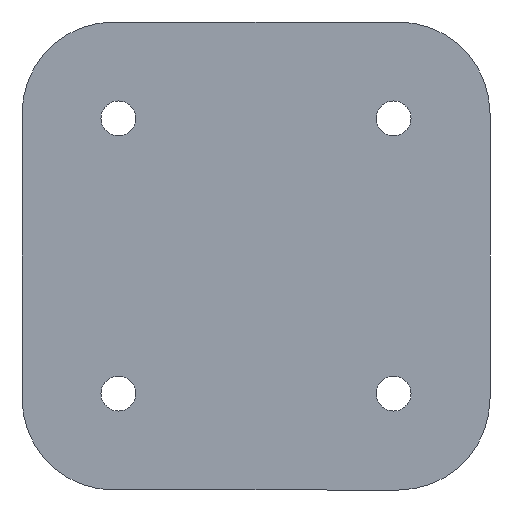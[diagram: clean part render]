
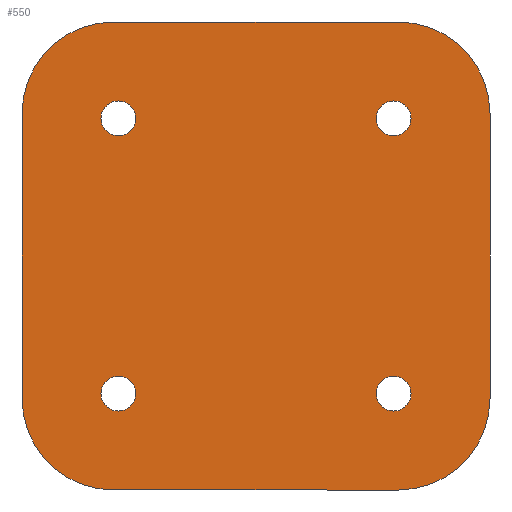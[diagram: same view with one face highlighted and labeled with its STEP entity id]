
A CAD part, front view. The second image highlights one B-rep face of the part: STEP entity #550.
In plain terms, the highlighted planar face has unit normal (0, -1, 0).
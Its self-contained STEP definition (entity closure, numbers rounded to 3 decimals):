
#3 = VERTEX_POINT ( 'NONE', #555 ) ;
#4 = EDGE_CURVE ( 'NONE', #271, #131, #335, .T. ) ;
#6 = DIRECTION ( 'NONE',  ( 0., 1., 0. ) ) ;
#7 = VERTEX_POINT ( 'NONE', #143 ) ;
#8 = CIRCLE ( 'NONE', #441, 10. ) ;
#9 = CIRCLE ( 'NONE', #87, 1.9 ) ;
#10 = CIRCLE ( 'NONE', #139, 10. ) ;
#12 = CARTESIAN_POINT ( 'NONE',  ( 15., 0., -15. ) ) ;
#17 = CARTESIAN_POINT ( 'NONE',  ( -25.5, 0., -15.5 ) ) ;
#19 = EDGE_CURVE ( 'NONE', #526, #122, #328, .T. ) ;
#25 = EDGE_CURVE ( 'NONE', #122, #526, #9, .T. ) ;
#31 = AXIS2_PLACEMENT_3D ( 'NONE', #536, #247, #494 ) ;
#36 = DIRECTION ( 'NONE',  ( 0., 1., 0. ) ) ;
#38 = EDGE_CURVE ( 'NONE', #364, #184, #283, .T. ) ;
#45 = DIRECTION ( 'NONE',  ( 0., 0., 1. ) ) ;
#48 = DIRECTION ( 'NONE',  ( 0., 1., 0. ) ) ;
#50 = CIRCLE ( 'NONE', #138, 10. ) ;
#55 = EDGE_CURVE ( 'NONE', #3, #448, #429, .T. ) ;
#57 = FACE_BOUND ( 'NONE', #201, .T. ) ;
#58 = EDGE_LOOP ( 'NONE', ( #164, #277 ) ) ;
#73 = CIRCLE ( 'NONE', #154, 1.9 ) ;
#79 = CARTESIAN_POINT ( 'NONE',  ( 15., 0., -15. ) ) ;
#82 = CARTESIAN_POINT ( 'NONE',  ( -15., 0., -16.9 ) ) ;
#85 = CIRCLE ( 'NONE', #31, 1.9 ) ;
#87 = AXIS2_PLACEMENT_3D ( 'NONE', #616, #620, #45 ) ;
#89 = CARTESIAN_POINT ( 'NONE',  ( 15.5, 0., -25.5 ) ) ;
#93 = CIRCLE ( 'NONE', #179, 1.9 ) ;
#94 = CARTESIAN_POINT ( 'NONE',  ( -25.5, 0., 15.5 ) ) ;
#97 = VERTEX_POINT ( 'NONE', #94 ) ;
#102 = CARTESIAN_POINT ( 'NONE',  ( -15., 0., 15. ) ) ;
#108 = DIRECTION ( 'NONE',  ( 0., 1., 0. ) ) ;
#110 = ORIENTED_EDGE ( 'NONE', *, *, #4, .T. ) ;
#114 = ORIENTED_EDGE ( 'NONE', *, *, #301, .F. ) ;
#116 = DIRECTION ( 'NONE',  ( 0., -1., 0. ) ) ;
#117 = ORIENTED_EDGE ( 'NONE', *, *, #515, .T. ) ;
#122 = VERTEX_POINT ( 'NONE', #381 ) ;
#130 = DIRECTION ( 'NONE',  ( 0., 0., 1. ) ) ;
#131 = VERTEX_POINT ( 'NONE', #612 ) ;
#138 = AXIS2_PLACEMENT_3D ( 'NONE', #447, #6, #155 ) ;
#139 = AXIS2_PLACEMENT_3D ( 'NONE', #186, #36, #481 ) ;
#143 = CARTESIAN_POINT ( 'NONE',  ( 25.5, 0., 15.5 ) ) ;
#150 = CARTESIAN_POINT ( 'NONE',  ( -15.5, 0., -25.5 ) ) ;
#151 = DIRECTION ( 'NONE',  ( 0., 0., -1. ) ) ;
#154 = AXIS2_PLACEMENT_3D ( 'NONE', #294, #48, #534 ) ;
#155 = DIRECTION ( 'NONE',  ( 0., 0., 1. ) ) ;
#156 = AXIS2_PLACEMENT_3D ( 'NONE', #79, #276, #130 ) ;
#161 = VERTEX_POINT ( 'NONE', #593 ) ;
#163 = DIRECTION ( 'NONE',  ( 0., 1., 0. ) ) ;
#164 = ORIENTED_EDGE ( 'NONE', *, *, #470, .T. ) ;
#167 = LINE ( 'NONE', #305, #411 ) ;
#179 = AXIS2_PLACEMENT_3D ( 'NONE', #12, #455, #290 ) ;
#181 = CARTESIAN_POINT ( 'NONE',  ( -15.5, 0., -15.5 ) ) ;
#184 = VERTEX_POINT ( 'NONE', #150 ) ;
#186 = CARTESIAN_POINT ( 'NONE',  ( -15.5, 0., 15.5 ) ) ;
#188 = EDGE_CURVE ( 'NONE', #595, #574, #371, .T. ) ;
#192 = DIRECTION ( 'NONE',  ( 1., 0., 0. ) ) ;
#201 = EDGE_LOOP ( 'NONE', ( #117, #282 ) ) ;
#208 = CIRCLE ( 'NONE', #156, 1.9 ) ;
#211 = CARTESIAN_POINT ( 'NONE',  ( 15., 0., 16.9 ) ) ;
#227 = DIRECTION ( 'NONE',  ( 0., 1., 0. ) ) ;
#235 = DIRECTION ( 'NONE',  ( 0., 1., 0. ) ) ;
#236 = VERTEX_POINT ( 'NONE', #398 ) ;
#247 = DIRECTION ( 'NONE',  ( 0., 1., 0. ) ) ;
#251 = CARTESIAN_POINT ( 'NONE',  ( 15.5, 0., 25.5 ) ) ;
#252 = ORIENTED_EDGE ( 'NONE', *, *, #562, .F. ) ;
#264 = CARTESIAN_POINT ( 'NONE',  ( -15., 0., 13.1 ) ) ;
#267 = ORIENTED_EDGE ( 'NONE', *, *, #544, .F. ) ;
#271 = VERTEX_POINT ( 'NONE', #82 ) ;
#275 = DIRECTION ( 'NONE',  ( 0., 1., 0. ) ) ;
#276 = DIRECTION ( 'NONE',  ( 0., 1., 0. ) ) ;
#277 = ORIENTED_EDGE ( 'NONE', *, *, #188, .T. ) ;
#282 = ORIENTED_EDGE ( 'NONE', *, *, #577, .T. ) ;
#283 = LINE ( 'NONE', #89, #361 ) ;
#290 = DIRECTION ( 'NONE',  ( 0., 0., 1. ) ) ;
#294 = CARTESIAN_POINT ( 'NONE',  ( -15., 0., 15. ) ) ;
#301 = EDGE_CURVE ( 'NONE', #184, #610, #413, .T. ) ;
#305 = CARTESIAN_POINT ( 'NONE',  ( 25.5, 0., 15.5 ) ) ;
#313 = DIRECTION ( 'NONE',  ( 0., 0., 1. ) ) ;
#314 = CARTESIAN_POINT ( 'NONE',  ( -15., 0., 16.9 ) ) ;
#317 = VECTOR ( 'NONE', #368, 1000. ) ;
#326 = ORIENTED_EDGE ( 'NONE', *, *, #408, .F. ) ;
#328 = CIRCLE ( 'NONE', #378, 1.9 ) ;
#335 = CIRCLE ( 'NONE', #491, 1.9 ) ;
#337 = ORIENTED_EDGE ( 'NONE', *, *, #25, .T. ) ;
#353 = EDGE_LOOP ( 'NONE', ( #326, #377, #114, #388, #252, #267, #366, #417 ) ) ;
#357 = VERTEX_POINT ( 'NONE', #559 ) ;
#361 = VECTOR ( 'NONE', #531, 1000. ) ;
#364 = VERTEX_POINT ( 'NONE', #556 ) ;
#366 = ORIENTED_EDGE ( 'NONE', *, *, #496, .F. ) ;
#368 = DIRECTION ( 'NONE',  ( 0., 0., 1. ) ) ;
#371 = CIRCLE ( 'NONE', #396, 1.9 ) ;
#377 = ORIENTED_EDGE ( 'NONE', *, *, #581, .F. ) ;
#378 = AXIS2_PLACEMENT_3D ( 'NONE', #523, #235, #524 ) ;
#381 = CARTESIAN_POINT ( 'NONE',  ( 15., 0., 13.1 ) ) ;
#388 = ORIENTED_EDGE ( 'NONE', *, *, #38, .F. ) ;
#390 = FACE_BOUND ( 'NONE', #58, .T. ) ;
#396 = AXIS2_PLACEMENT_3D ( 'NONE', #102, #108, #587 ) ;
#398 = CARTESIAN_POINT ( 'NONE',  ( 15., 0., -16.9 ) ) ;
#404 = EDGE_LOOP ( 'NONE', ( #110, #438 ) ) ;
#408 = EDGE_CURVE ( 'NONE', #97, #3, #10, .T. ) ;
#411 = VECTOR ( 'NONE', #591, 1000. ) ;
#413 = CIRCLE ( 'NONE', #454, 10. ) ;
#417 = ORIENTED_EDGE ( 'NONE', *, *, #55, .F. ) ;
#420 = DIRECTION ( 'NONE',  ( 0., 0., 1. ) ) ;
#429 = LINE ( 'NONE', #486, #529 ) ;
#432 = AXIS2_PLACEMENT_3D ( 'NONE', #579, #116, #151 ) ;
#438 = ORIENTED_EDGE ( 'NONE', *, *, #485, .T. ) ;
#441 = AXIS2_PLACEMENT_3D ( 'NONE', #498, #163, #444 ) ;
#444 = DIRECTION ( 'NONE',  ( 0., 0., 1. ) ) ;
#447 = CARTESIAN_POINT ( 'NONE',  ( 15.5, 0., -15.5 ) ) ;
#448 = VERTEX_POINT ( 'NONE', #251 ) ;
#454 = AXIS2_PLACEMENT_3D ( 'NONE', #181, #275, #313 ) ;
#455 = DIRECTION ( 'NONE',  ( 0., 1., 0. ) ) ;
#467 = CARTESIAN_POINT ( 'NONE',  ( -25.5, 0., 15.5 ) ) ;
#470 = EDGE_CURVE ( 'NONE', #574, #595, #73, .T. ) ;
#478 = LINE ( 'NONE', #467, #317 ) ;
#481 = DIRECTION ( 'NONE',  ( 0., 0., -1. ) ) ;
#485 = EDGE_CURVE ( 'NONE', #131, #271, #85, .T. ) ;
#486 = CARTESIAN_POINT ( 'NONE',  ( 15.5, 0., 25.5 ) ) ;
#489 = FACE_OUTER_BOUND ( 'NONE', #353, .T. ) ;
#491 = AXIS2_PLACEMENT_3D ( 'NONE', #514, #227, #420 ) ;
#494 = DIRECTION ( 'NONE',  ( 0., 0., 1. ) ) ;
#496 = EDGE_CURVE ( 'NONE', #448, #7, #8, .T. ) ;
#498 = CARTESIAN_POINT ( 'NONE',  ( 15.5, 0., 15.5 ) ) ;
#505 = PLANE ( 'NONE',  #432 ) ;
#514 = CARTESIAN_POINT ( 'NONE',  ( -15., 0., -15. ) ) ;
#515 = EDGE_CURVE ( 'NONE', #236, #357, #93, .T. ) ;
#523 = CARTESIAN_POINT ( 'NONE',  ( 15., 0., 15. ) ) ;
#524 = DIRECTION ( 'NONE',  ( 0., 0., 1. ) ) ;
#526 = VERTEX_POINT ( 'NONE', #211 ) ;
#529 = VECTOR ( 'NONE', #192, 1000. ) ;
#531 = DIRECTION ( 'NONE',  ( -1., 0., 0. ) ) ;
#534 = DIRECTION ( 'NONE',  ( 0., 0., 1. ) ) ;
#536 = CARTESIAN_POINT ( 'NONE',  ( -15., 0., -15. ) ) ;
#544 = EDGE_CURVE ( 'NONE', #7, #161, #167, .T. ) ;
#545 = FACE_BOUND ( 'NONE', #571, .T. ) ;
#550 = ADVANCED_FACE ( 'NONE', ( #545, #582, #489, #57, #390 ), #505, .T. ) ;
#555 = CARTESIAN_POINT ( 'NONE',  ( -15.5, 0., 25.5 ) ) ;
#556 = CARTESIAN_POINT ( 'NONE',  ( 15.5, 0., -25.5 ) ) ;
#559 = CARTESIAN_POINT ( 'NONE',  ( 15., 0., -13.1 ) ) ;
#561 = ORIENTED_EDGE ( 'NONE', *, *, #19, .T. ) ;
#562 = EDGE_CURVE ( 'NONE', #161, #364, #50, .T. ) ;
#571 = EDGE_LOOP ( 'NONE', ( #337, #561 ) ) ;
#574 = VERTEX_POINT ( 'NONE', #264 ) ;
#577 = EDGE_CURVE ( 'NONE', #357, #236, #208, .T. ) ;
#579 = CARTESIAN_POINT ( 'NONE',  ( -15.5, 0., 15.5 ) ) ;
#581 = EDGE_CURVE ( 'NONE', #610, #97, #478, .T. ) ;
#582 = FACE_BOUND ( 'NONE', #404, .T. ) ;
#587 = DIRECTION ( 'NONE',  ( 0., 0., 1. ) ) ;
#591 = DIRECTION ( 'NONE',  ( 0., 0., -1. ) ) ;
#593 = CARTESIAN_POINT ( 'NONE',  ( 25.5, 0., -15.5 ) ) ;
#595 = VERTEX_POINT ( 'NONE', #314 ) ;
#610 = VERTEX_POINT ( 'NONE', #17 ) ;
#612 = CARTESIAN_POINT ( 'NONE',  ( -15., 0., -13.1 ) ) ;
#616 = CARTESIAN_POINT ( 'NONE',  ( 15., 0., 15. ) ) ;
#620 = DIRECTION ( 'NONE',  ( 0., 1., 0. ) ) ;
